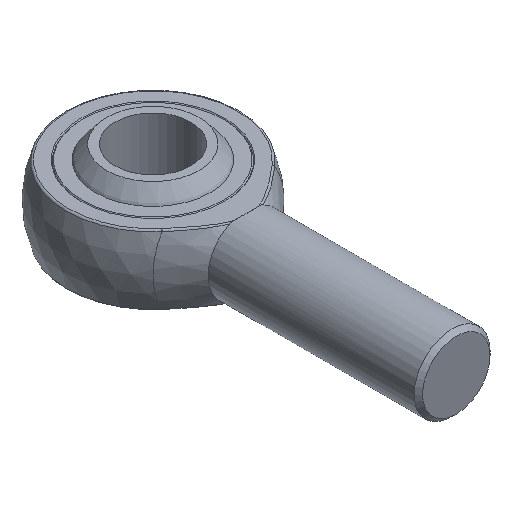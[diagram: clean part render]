
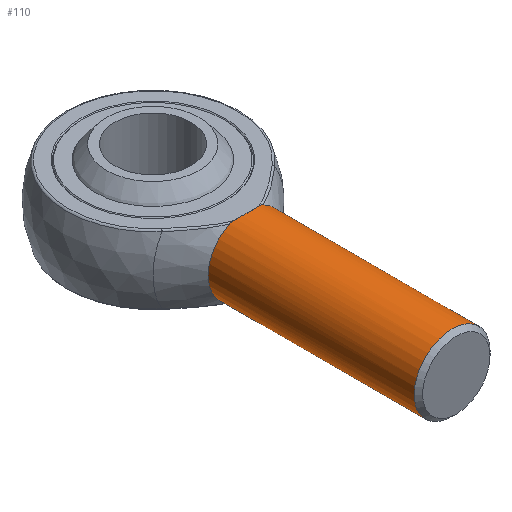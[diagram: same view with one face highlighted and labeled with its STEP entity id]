
A CAD part, isometric view. The second image highlights one B-rep face of the part: STEP entity #110.
In plain terms, the highlighted cylindrical face has radius 9 mm (diameter 18 mm), a full revolution.
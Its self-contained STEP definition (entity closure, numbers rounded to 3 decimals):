
#1 = B_SPLINE_CURVE_WITH_KNOTS ( 'NONE', 3,
 ( #522, #981, #843, #155, #85, #142 ),
 .UNSPECIFIED., .F., .F.,
 ( 4, 2, 4 ),
 ( 0., 0., 0. ),
 .UNSPECIFIED. ) ;
#20 = CIRCLE ( 'NONE', #307, 9. ) ;
#24 = VERTEX_POINT ( 'NONE', #309 ) ;
#39 = CARTESIAN_POINT ( 'NONE',  ( 3.991, -22.113, 8.067 ) ) ;
#43 = CARTESIAN_POINT ( 'NONE',  ( 3.991, -22.113, -8.067 ) ) ;
#45 = CARTESIAN_POINT ( 'NONE',  ( 3.721, -22.057, 8.195 ) ) ;
#52 = CARTESIAN_POINT ( 'NONE',  ( 1.319, -23.148, 9.285 ) ) ;
#57 = CARTESIAN_POINT ( 'NONE',  ( -3.721, -22.057, 8.195 ) ) ;
#74 = B_SPLINE_CURVE_WITH_KNOTS ( 'NONE', 3,
 ( #39, #553, #103, #392, #187, #45 ),
 .UNSPECIFIED., .F., .F.,
 ( 4, 2, 4 ),
 ( 0., 0., 0. ),
 .UNSPECIFIED. ) ;
#85 = CARTESIAN_POINT ( 'NONE',  ( -3.764, -22.08, -8.175 ) ) ;
#87 = CARTESIAN_POINT ( 'NONE',  ( -3.806, -22.103, 8.156 ) ) ;
#88 = EDGE_LOOP ( 'NONE', ( #391 ) ) ;
#92 = VERTEX_POINT ( 'NONE', #466 ) ;
#103 = CARTESIAN_POINT ( 'NONE',  ( 3.899, -22.109, 8.112 ) ) ;
#106 = DIRECTION ( 'NONE',  ( 0., 0., -1. ) ) ;
#110 = ADVANCED_FACE ( 'NONE', ( #118, #255 ), #889, .T. ) ;
#118 = FACE_OUTER_BOUND ( 'NONE', #132, .T. ) ;
#132 = EDGE_LOOP ( 'NONE', ( #941, #515, #400, #519, #508, #678, #422, #635 ) ) ;
#142 = CARTESIAN_POINT ( 'NONE',  ( -3.721, -22.057, -8.195 ) ) ;
#150 = CARTESIAN_POINT ( 'NONE',  ( 0., -71., 0. ) ) ;
#151 = EDGE_CURVE ( 'NONE', #852, #892, #710, .T. ) ;
#155 = CARTESIAN_POINT ( 'NONE',  ( -3.809, -22.093, -8.154 ) ) ;
#164 = EDGE_CURVE ( 'NONE', #234, #482, #811, .T. ) ;
#169 = CARTESIAN_POINT ( 'NONE',  ( -3.721, -22.057, -8.195 ) ) ;
#177 = EDGE_CURVE ( 'NONE', #24, #92, #74, .T. ) ;
#179 = CARTESIAN_POINT ( 'NONE',  ( 3.806, -22.103, -8.156 ) ) ;
#187 = CARTESIAN_POINT ( 'NONE',  ( 3.764, -22.08, 8.175 ) ) ;
#193 = CARTESIAN_POINT ( 'NONE',  ( 3.721, -22.057, -8.195 ) ) ;
#201 = AXIS2_PLACEMENT_3D ( 'NONE', #630, #246, #654 ) ;
#206 = EDGE_CURVE ( 'NONE', #512, #512, #241, .T. ) ;
#222 = VERTEX_POINT ( 'NONE', #440 ) ;
#234 = VERTEX_POINT ( 'NONE', #814 ) ;
#241 = CIRCLE ( 'NONE', #457, 9. ) ;
#246 = DIRECTION ( 'NONE',  ( 0., -1., 0. ) ) ;
#251 = DIRECTION ( 'NONE',  ( 0., -1., 0. ) ) ;
#255 = FACE_OUTER_BOUND ( 'NONE', #88, .T. ) ;
#263 = CARTESIAN_POINT ( 'NONE',  ( -3.991, -22.113, -8.067 ) ) ;
#264 = DIRECTION ( 'NONE',  ( 0., 0., -1. ) ) ;
#280 = VERTEX_POINT ( 'NONE', #57 ) ;
#307 = AXIS2_PLACEMENT_3D ( 'NONE', #380, #709, #106 ) ;
#309 = CARTESIAN_POINT ( 'NONE',  ( 3.991, -22.113, 8.067 ) ) ;
#312 = CARTESIAN_POINT ( 'NONE',  ( 1.319, -23.148, -9.285 ) ) ;
#319 = CARTESIAN_POINT ( 'NONE',  ( 3.721, -22.057, 8.195 ) ) ;
#342 = EDGE_CURVE ( 'NONE', #280, #92, #503, .T. ) ;
#380 = CARTESIAN_POINT ( 'NONE',  ( 0., -22.113, 0. ) ) ;
#390 = EDGE_CURVE ( 'NONE', #482, #24, #20, .T. ) ;
#391 = ORIENTED_EDGE ( 'NONE', *, *, #206, .F. ) ;
#392 = CARTESIAN_POINT ( 'NONE',  ( 3.809, -22.093, 8.154 ) ) ;
#400 = ORIENTED_EDGE ( 'NONE', *, *, #390, .T. ) ;
#403 = EDGE_CURVE ( 'NONE', #280, #852, #973, .T. ) ;
#422 = ORIENTED_EDGE ( 'NONE', *, *, #151, .T. ) ;
#430 = DIRECTION ( 'NONE',  ( 0., 0., -1. ) ) ;
#440 = CARTESIAN_POINT ( 'NONE',  ( -3.721, -22.057, -8.195 ) ) ;
#457 = AXIS2_PLACEMENT_3D ( 'NONE', #150, #996, #430 ) ;
#466 = CARTESIAN_POINT ( 'NONE',  ( 3.721, -22.057, 8.195 ) ) ;
#475 = CARTESIAN_POINT ( 'NONE',  ( 3.899, -22.113, -8.112 ) ) ;
#482 = VERTEX_POINT ( 'NONE', #43 ) ;
#484 = AXIS2_PLACEMENT_3D ( 'NONE', #722, #251, #264 ) ;
#503 =( BOUNDED_CURVE ( )  B_SPLINE_CURVE ( 3, ( #816, #570, #52, #319 ),
 .UNSPECIFIED., .F., .F. ) 
 B_SPLINE_CURVE_WITH_KNOTS ( ( 4, 4 ),
 ( 5.857, 6.709 ),
 .UNSPECIFIED. ) 
 CURVE ( )  GEOMETRIC_REPRESENTATION_ITEM ( )  RATIONAL_B_SPLINE_CURVE ( ( 1., 0.94, 0.94, 1. ) ) 
 REPRESENTATION_ITEM ( '' )  );
#508 = ORIENTED_EDGE ( 'NONE', *, *, #342, .F. ) ;
#510 = CARTESIAN_POINT ( 'NONE',  ( -3.991, -22.113, 8.067 ) ) ;
#512 = VERTEX_POINT ( 'NONE', #835 ) ;
#515 = ORIENTED_EDGE ( 'NONE', *, *, #164, .T. ) ;
#519 = ORIENTED_EDGE ( 'NONE', *, *, #177, .T. ) ;
#522 = CARTESIAN_POINT ( 'NONE',  ( -3.991, -22.113, -8.067 ) ) ;
#553 = CARTESIAN_POINT ( 'NONE',  ( 3.945, -22.113, 8.09 ) ) ;
#570 = CARTESIAN_POINT ( 'NONE',  ( -1.319, -23.148, 9.285 ) ) ;
#580 =( BOUNDED_CURVE ( )  B_SPLINE_CURVE ( 3, ( #627, #312, #943, #169 ),
 .UNSPECIFIED., .F., .F. ) 
 B_SPLINE_CURVE_WITH_KNOTS ( ( 4, 4 ),
 ( 5.857, 6.709 ),
 .UNSPECIFIED. ) 
 CURVE ( )  GEOMETRIC_REPRESENTATION_ITEM ( )  RATIONAL_B_SPLINE_CURVE ( ( 1., 0.94, 0.94, 1. ) ) 
 REPRESENTATION_ITEM ( '' )  );
#627 = CARTESIAN_POINT ( 'NONE',  ( 3.721, -22.057, -8.195 ) ) ;
#630 = CARTESIAN_POINT ( 'NONE',  ( 0., -22.113, 0. ) ) ;
#635 = ORIENTED_EDGE ( 'NONE', *, *, #754, .T. ) ;
#654 = DIRECTION ( 'NONE',  ( 0., 0., -1. ) ) ;
#678 = ORIENTED_EDGE ( 'NONE', *, *, #403, .T. ) ;
#709 = DIRECTION ( 'NONE',  ( 0., -1., 0. ) ) ;
#710 = CIRCLE ( 'NONE', #201, 9. ) ;
#718 = CARTESIAN_POINT ( 'NONE',  ( 3.991, -22.113, -8.067 ) ) ;
#722 = CARTESIAN_POINT ( 'NONE',  ( 0., -72., 0. ) ) ;
#754 = EDGE_CURVE ( 'NONE', #892, #222, #1, .T. ) ;
#770 = CARTESIAN_POINT ( 'NONE',  ( -3.991, -22.113, 8.067 ) ) ;
#811 = B_SPLINE_CURVE_WITH_KNOTS ( 'NONE', 3,
 ( #193, #179, #475, #718 ),
 .UNSPECIFIED., .F., .F.,
 ( 4, 4 ),
 ( 0., 0. ),
 .UNSPECIFIED. ) ;
#814 = CARTESIAN_POINT ( 'NONE',  ( 3.721, -22.057, -8.195 ) ) ;
#816 = CARTESIAN_POINT ( 'NONE',  ( -3.721, -22.057, 8.195 ) ) ;
#835 = CARTESIAN_POINT ( 'NONE',  ( 0., -71., -9. ) ) ;
#843 = CARTESIAN_POINT ( 'NONE',  ( -3.899, -22.109, -8.112 ) ) ;
#852 = VERTEX_POINT ( 'NONE', #510 ) ;
#857 = CARTESIAN_POINT ( 'NONE',  ( -3.899, -22.113, 8.112 ) ) ;
#889 = CYLINDRICAL_SURFACE ( 'NONE', #484, 9. ) ;
#892 = VERTEX_POINT ( 'NONE', #263 ) ;
#940 = CARTESIAN_POINT ( 'NONE',  ( -3.721, -22.057, 8.195 ) ) ;
#941 = ORIENTED_EDGE ( 'NONE', *, *, #956, .F. ) ;
#943 = CARTESIAN_POINT ( 'NONE',  ( -1.319, -23.148, -9.285 ) ) ;
#956 = EDGE_CURVE ( 'NONE', #234, #222, #580, .T. ) ;
#973 = B_SPLINE_CURVE_WITH_KNOTS ( 'NONE', 3,
 ( #940, #87, #857, #770 ),
 .UNSPECIFIED., .F., .F.,
 ( 4, 4 ),
 ( 0., 0. ),
 .UNSPECIFIED. ) ;
#981 = CARTESIAN_POINT ( 'NONE',  ( -3.945, -22.113, -8.09 ) ) ;
#996 = DIRECTION ( 'NONE',  ( 0., -1., 0. ) ) ;
